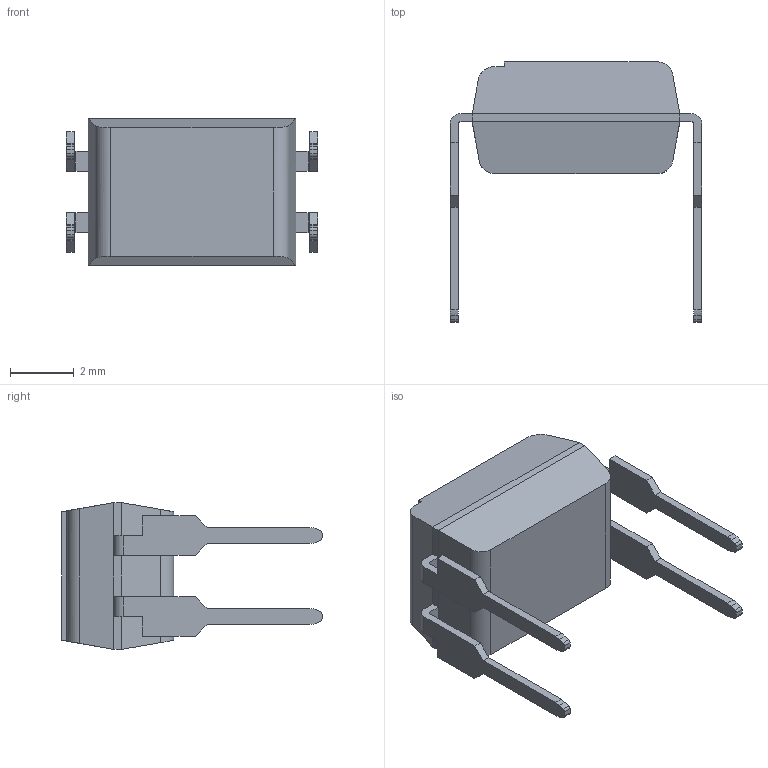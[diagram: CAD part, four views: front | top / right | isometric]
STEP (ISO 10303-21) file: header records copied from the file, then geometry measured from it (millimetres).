
FILE_DESCRIPTION (( 'STEP AP214' ), '1' );
FILE_NAME ('PC817X3NSZ1B.STEP', '2023-03-28T04:17:53', ( '' ), ( '' ), 'SwSTEP 2.0', 'SolidWorks 2021', '' );
FILE_SCHEMA (( 'AUTOMOTIVE_DESIGN' ));
Length unit declared in the file: millimetre
Products named in the file (1): PC817X3NSZ1B
Bounding box: 7.87 x 8.15 x 4.6 mm (x, y, z)
Volume: 98.6 mm3; surface area: 176 mm2
Topology: 6 solids, 6 shells, 115 faces, 298 edges, 196 vertices
Faces by surface type: plane 83, cylinder 32
Entity records: 3563 total; most frequent: CARTESIAN_POINT 634, ORIENTED_EDGE 596, DIRECTION 578, EDGE_CURVE 298, VECTOR 234, LINE 234, VERTEX_POINT 196, AXIS2_PLACEMENT_3D 172
